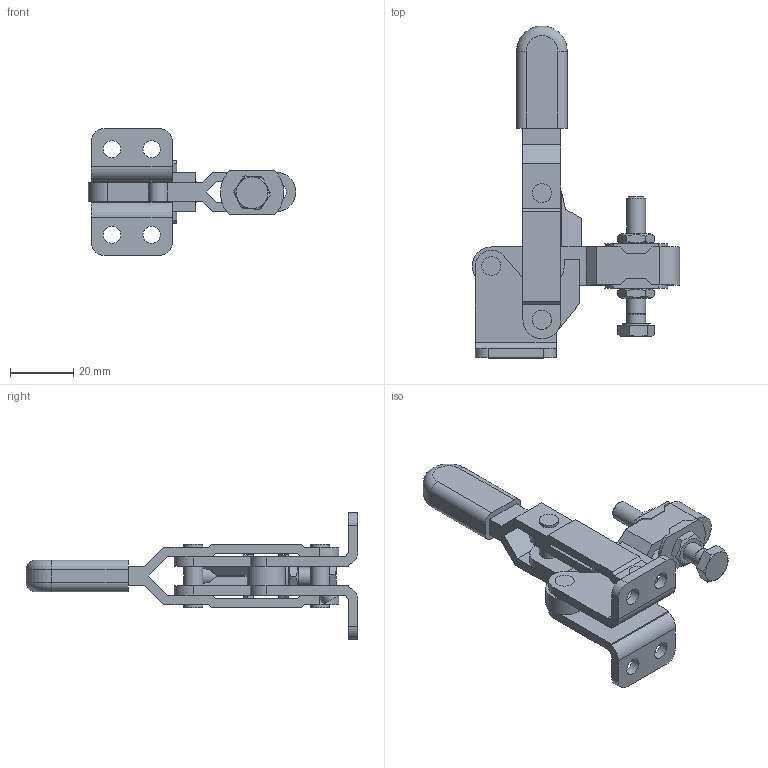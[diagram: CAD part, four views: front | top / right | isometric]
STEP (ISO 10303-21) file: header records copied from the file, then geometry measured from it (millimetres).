
FILE_DESCRIPTION(/* description */ (''),/* implementation_level */ '2;1');
FILE_NAME(/* name */ 'MG7UB-BL.stp',/* time_stamp */ '2019-10-11T14:17:26+01:00',/* author */ ('Carl'),/* organization */ (''),/* preprocessor_version */ 'ST-DEVELOPER v17',/* originating_system */ 'Autodesk Inventor 2018',/* authorisation */ '');
FILE_SCHEMA (('AUTOMOTIVE_DESIGN { 1 0 10303 214 3 1 1 }'));
Length unit declared in the file: millimetre
Products named in the file (8): MG7UB-BL; MG7UB-BL_1; MG7UB-BL_1_1; MG7UB-BL_2; MG7UB-BL_3; MG7UB-BL_4; MG7UB-BL_5; MG7UB-BL_6
Assembly tree (7 placements, depth 2):
  MG7UB-BL
    MG7UB-BL_1
    MG7UB-BL_1_1
    MG7UB-BL_2
    MG7UB-BL_3
    MG7UB-BL_4
    MG7UB-BL_5
    MG7UB-BL_6
Bounding box: 65.5 x 104.76 x 40 mm (x, y, z)
Volume: 26587.6 mm3; surface area: 20214.6 mm2
Topology: 7 solids, 7 shells, 230 faces, 596 edges, 403 vertices
Faces by surface type: plane 158, cylinder 56, cone 14, torus 2
Full cylindrical faces by diameter (mm): 4.917 x2, 5.5 x4, 6 x16, 7 x2, 8.88 x1
Entity records: 7425 total; most frequent: CARTESIAN_POINT 1316, DIRECTION 1213, ORIENTED_EDGE 1192, EDGE_CURVE 596, AXIS2_PLACEMENT_3D 408, VERTEX_POINT 403, LINE 397, VECTOR 397
